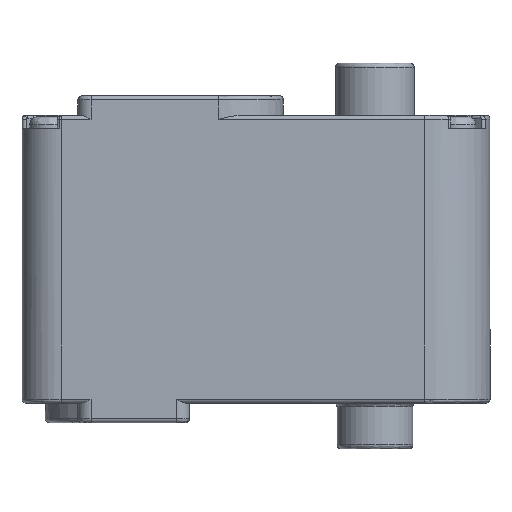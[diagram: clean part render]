
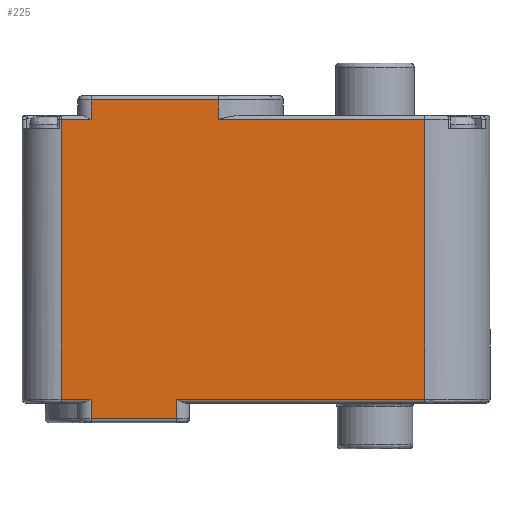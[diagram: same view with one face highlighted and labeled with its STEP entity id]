
A CAD part, front view. The second image highlights one B-rep face of the part: STEP entity #225.
In plain terms, the highlighted face is planar.
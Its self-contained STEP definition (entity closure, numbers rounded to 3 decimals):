
#17 = VERTEX_POINT ( 'NONE', #2062 ) ;
#43 = VERTEX_POINT ( 'NONE', #2122 ) ;
#50 = VERTEX_POINT ( 'NONE', #2121 ) ;
#66 = VERTEX_POINT ( 'NONE', #2129 ) ;
#97 = VERTEX_POINT ( 'NONE', #2220 ) ;
#103 = EDGE_CURVE ( 'NONE', #1858, #97, #2265, .T. ) ;
#185 = EDGE_CURVE ( 'NONE', #200, #2110, #2445, .T. ) ;
#195 = EDGE_CURVE ( 'NONE', #50, #17, #2435, .T. ) ;
#199 = EDGE_CURVE ( 'NONE', #17, #200, #2277, .T. ) ;
#200 = VERTEX_POINT ( 'NONE', #2273 ) ;
#202 = EDGE_CURVE ( 'NONE', #66, #43, #2490, .T. ) ;
#205 = EDGE_CURVE ( 'NONE', #43, #50, #2480, .T. ) ;
#215 = EDGE_CURVE ( 'NONE', #1991, #66, #2470, .T. ) ;
#221 = ORIENTED_EDGE ( 'NONE', *, *, #794, .F. ) ;
#222 = ORIENTED_EDGE ( 'NONE', *, *, #224, .F. ) ;
#224 = EDGE_CURVE ( 'NONE', #364, #350, #2511, .T. ) ;
#225 = ADVANCED_FACE ( 'NONE', ( #2507 ), #2506, .F. ) ;
#226 = EDGE_LOOP ( 'NONE', ( #227, #228, #229, #230, #231, #232, #233, #234, #302, #303, #221, #222 ) ) ;
#227 = ORIENTED_EDGE ( 'NONE', *, *, #255, .F. ) ;
#228 = ORIENTED_EDGE ( 'NONE', *, *, #103, .F. ) ;
#229 = ORIENTED_EDGE ( 'NONE', *, *, #250, .F. ) ;
#230 = ORIENTED_EDGE ( 'NONE', *, *, #185, .F. ) ;
#231 = ORIENTED_EDGE ( 'NONE', *, *, #199, .F. ) ;
#232 = ORIENTED_EDGE ( 'NONE', *, *, #195, .F. ) ;
#233 = ORIENTED_EDGE ( 'NONE', *, *, #205, .F. ) ;
#234 = ORIENTED_EDGE ( 'NONE', *, *, #202, .F. ) ;
#250 = EDGE_CURVE ( 'NONE', #2110, #1858, #2495, .T. ) ;
#255 = EDGE_CURVE ( 'NONE', #97, #364, #2540, .T. ) ;
#302 = ORIENTED_EDGE ( 'NONE', *, *, #215, .F. ) ;
#303 = ORIENTED_EDGE ( 'NONE', *, *, #1151, .F. ) ;
#350 = VERTEX_POINT ( 'NONE', #2818 ) ;
#364 = VERTEX_POINT ( 'NONE', #2835 ) ;
#750 = VERTEX_POINT ( 'NONE', #4224 ) ;
#794 = EDGE_CURVE ( 'NONE', #350, #750, #4431, .T. ) ;
#1151 = EDGE_CURVE ( 'NONE', #750, #1991, #5759, .T. ) ;
#1858 = VERTEX_POINT ( 'NONE', #7963 ) ;
#1991 = VERTEX_POINT ( 'NONE', #8347 ) ;
#2062 = CARTESIAN_POINT ( 'NONE',  ( 5.61, -22.02, 35.05 ) ) ;
#2110 = VERTEX_POINT ( 'NONE', #8529 ) ;
#2121 = CARTESIAN_POINT ( 'NONE',  ( 5.61, -43.42, 35.05 ) ) ;
#2122 = CARTESIAN_POINT ( 'NONE',  ( 3.33, -43.42, 35.05 ) ) ;
#2129 = CARTESIAN_POINT ( 'NONE',  ( 3.33, -44.92, 35.05 ) ) ;
#2220 = CARTESIAN_POINT ( 'NONE',  ( -6.39, -22.02, 35.05 ) ) ;
#2260 = CARTESIAN_POINT ( 'NONE',  ( -6.39, -21.02, 35.05 ) ) ;
#2262 = DIRECTION ( 'NONE',  ( 0., -1., 0. ) ) ;
#2263 = VECTOR ( 'NONE', #2262, 1000. ) ;
#2265 = LINE ( 'NONE', #2260, #2263 ) ;
#2273 = CARTESIAN_POINT ( 'NONE',  ( 3.33, -22.02, 35.05 ) ) ;
#2274 = DIRECTION ( 'NONE',  ( -1., 0., 0. ) ) ;
#2275 = VECTOR ( 'NONE', #2274, 1000. ) ;
#2276 = CARTESIAN_POINT ( 'NONE',  ( 5.61, -22.02, 35.05 ) ) ;
#2277 = LINE ( 'NONE', #2276, #2275 ) ;
#2432 = DIRECTION ( 'NONE',  ( 0., 1., 0. ) ) ;
#2433 = VECTOR ( 'NONE', #2432, 1000. ) ;
#2434 = CARTESIAN_POINT ( 'NONE',  ( 5.61, -21.92, 35.05 ) ) ;
#2435 = LINE ( 'NONE', #2434, #2433 ) ;
#2442 = DIRECTION ( 'NONE',  ( 0., 1., 0. ) ) ;
#2443 = VECTOR ( 'NONE', #2442, 1000. ) ;
#2444 = CARTESIAN_POINT ( 'NONE',  ( 3.33, -21.92, 35.05 ) ) ;
#2445 = LINE ( 'NONE', #2444, #2443 ) ;
#2467 = DIRECTION ( 'NONE',  ( 1., 0., 0. ) ) ;
#2468 = VECTOR ( 'NONE', #2467, 1000. ) ;
#2469 = CARTESIAN_POINT ( 'NONE',  ( 5.61, -44.92, 35.05 ) ) ;
#2470 = LINE ( 'NONE', #2469, #2468 ) ;
#2477 = DIRECTION ( 'NONE',  ( 1., 0., 0. ) ) ;
#2478 = VECTOR ( 'NONE', #2477, 1000. ) ;
#2479 = CARTESIAN_POINT ( 'NONE',  ( 5.61, -43.42, 35.05 ) ) ;
#2480 = LINE ( 'NONE', #2479, #2478 ) ;
#2487 = DIRECTION ( 'NONE',  ( 0., 1., 0. ) ) ;
#2488 = VECTOR ( 'NONE', #2487, 1000. ) ;
#2489 = CARTESIAN_POINT ( 'NONE',  ( 3.33, -21.92, 35.05 ) ) ;
#2490 = LINE ( 'NONE', #2489, #2488 ) ;
#2492 = DIRECTION ( 'NONE',  ( -1., 0., 0. ) ) ;
#2493 = VECTOR ( 'NONE', #2492, 1000. ) ;
#2494 = CARTESIAN_POINT ( 'NONE',  ( 5.61, -20.52, 35.05 ) ) ;
#2495 = LINE ( 'NONE', #2494, #2493 ) ;
#2501 = DIRECTION ( 'NONE',  ( 1., 0., 0. ) ) ;
#2502 = DIRECTION ( 'NONE',  ( 0., 0., 1. ) ) ;
#2503 = AXIS2_PLACEMENT_3D ( 'NONE', #2505, #2502, #2501 ) ;
#2505 = CARTESIAN_POINT ( 'NONE',  ( 5.61, -21.92, 35.05 ) ) ;
#2506 = PLANE ( 'NONE',  #2503 ) ;
#2507 = FACE_OUTER_BOUND ( 'NONE', #226, .T. ) ;
#2508 = DIRECTION ( 'NONE',  ( 0., -1., 0. ) ) ;
#2509 = VECTOR ( 'NONE', #2508, 1000. ) ;
#2510 = CARTESIAN_POINT ( 'NONE',  ( -22.19, -21.92, 35.05 ) ) ;
#2511 = LINE ( 'NONE', #2510, #2509 ) ;
#2537 = DIRECTION ( 'NONE',  ( -1., 0., 0. ) ) ;
#2538 = VECTOR ( 'NONE', #2537, 1000. ) ;
#2539 = CARTESIAN_POINT ( 'NONE',  ( 5.61, -22.02, 35.05 ) ) ;
#2540 = LINE ( 'NONE', #2539, #2538 ) ;
#2818 = CARTESIAN_POINT ( 'NONE',  ( -22.19, -43.42, 35.05 ) ) ;
#2835 = CARTESIAN_POINT ( 'NONE',  ( -22.19, -22.02, 35.05 ) ) ;
#4224 = CARTESIAN_POINT ( 'NONE',  ( -3.19, -43.42, 35.05 ) ) ;
#4428 = DIRECTION ( 'NONE',  ( 1., 0., 0. ) ) ;
#4429 = VECTOR ( 'NONE', #4428, 1000. ) ;
#4430 = CARTESIAN_POINT ( 'NONE',  ( 5.61, -43.42, 35.05 ) ) ;
#4431 = LINE ( 'NONE', #4430, #4429 ) ;
#5757 = VECTOR ( 'NONE', #5789, 1000. ) ;
#5758 = CARTESIAN_POINT ( 'NONE',  ( -3.19, -21.92, 35.05 ) ) ;
#5759 = LINE ( 'NONE', #5758, #5757 ) ;
#5789 = DIRECTION ( 'NONE',  ( 0., -1., 0. ) ) ;
#7963 = CARTESIAN_POINT ( 'NONE',  ( -6.39, -20.52, 35.05 ) ) ;
#8347 = CARTESIAN_POINT ( 'NONE',  ( -3.19, -44.92, 35.05 ) ) ;
#8529 = CARTESIAN_POINT ( 'NONE',  ( 3.33, -20.52, 35.05 ) ) ;
